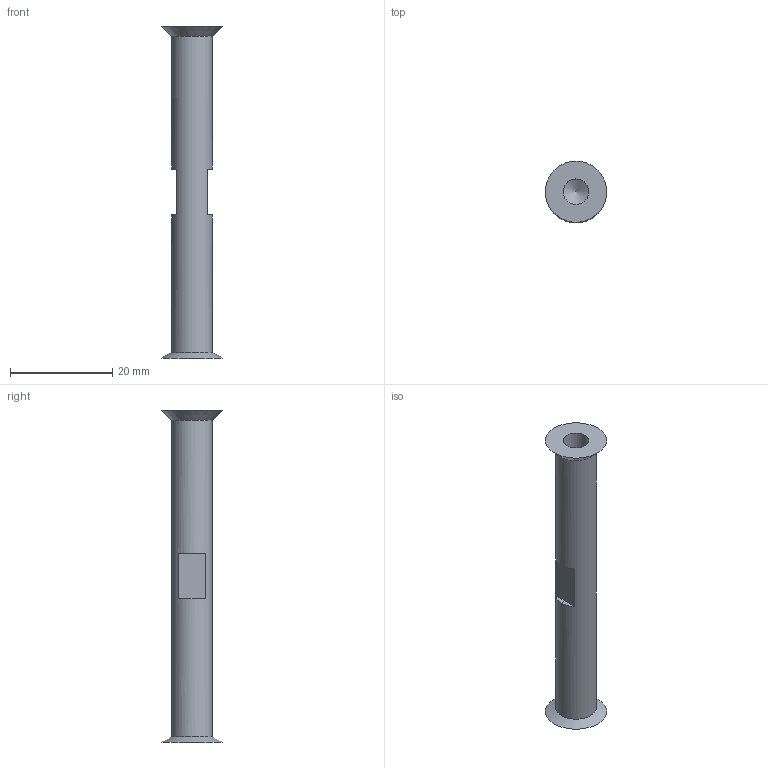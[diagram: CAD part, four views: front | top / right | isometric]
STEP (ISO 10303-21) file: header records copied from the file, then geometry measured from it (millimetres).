
FILE_DESCRIPTION(/* description */ (''),/* implementation_level */ '2;1');
FILE_NAME(/* name */ 'N°4 ENTRETOISE BATTERIE v1.step',/* time_stamp */ '2022-03-06T23:06:39+01:00',/* author */ (''),/* organization */ (''),/* preprocessor_version */ 'ST-DEVELOPER v18.1',/* originating_system */ 'Autodesk Translation Framework v10.13.0.1454',/* authorisation */ '');
FILE_SCHEMA (('AUTOMOTIVE_DESIGN { 1 0 10303 214 3 1 1 }'));
Length unit declared in the file: millimetre
Products named in the file (1): ENTRETOISE BATTERIE
Bounding box: 12 x 12 x 65 mm (x, y, z)
Volume: 2877.6 mm3; surface area: 2269.9 mm2
Topology: 1 solids, 1 shells, 18 faces, 40 edges, 25 vertices
Faces by surface type: plane 11, cone 4, cylinder 3
Full cylindrical faces by diameter (mm): 5 x2, 8 x1
Entity records: 523 total; most frequent: DIRECTION 92, CARTESIAN_POINT 82, ORIENTED_EDGE 76, EDGE_CURVE 38, AXIS2_PLACEMENT_3D 35, VERTEX_POINT 25, LINE 22, VECTOR 22
